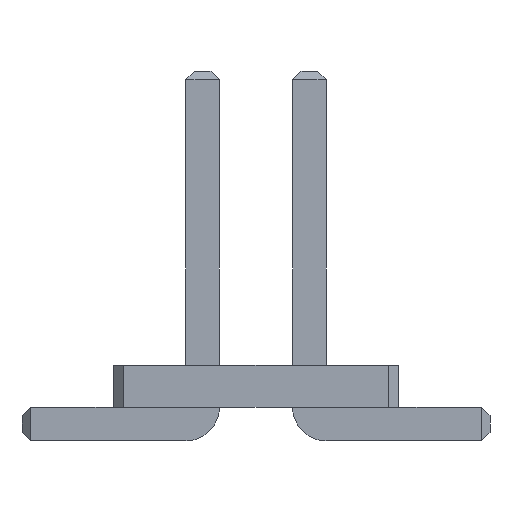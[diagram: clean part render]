
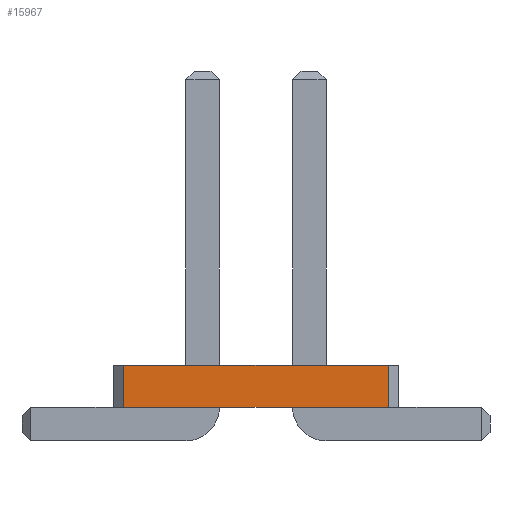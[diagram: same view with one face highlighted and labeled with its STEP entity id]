
A CAD part, front view. The second image highlights one B-rep face of the part: STEP entity #15967.
In plain terms, the highlighted planar face has unit normal (0, -1, 0).
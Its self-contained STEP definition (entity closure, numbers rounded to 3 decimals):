
#2870 = VERTEX_POINT('',#2871);
#2871 = CARTESIAN_POINT('',(1.573,-24.13,0.4));
#2877 = EDGE_CURVE('',#2878,#2870,#2880,.T.);
#2878 = VERTEX_POINT('',#2879);
#2879 = CARTESIAN_POINT('',(-1.573,-24.13,0.4));
#2880 = LINE('',#2881,#2882);
#2881 = CARTESIAN_POINT('',(-1.573,-24.13,0.4));
#2882 = VECTOR('',#2883,1.);
#2883 = DIRECTION('',(1.,0.,0.));
#6510 = VERTEX_POINT('',#6511);
#6511 = CARTESIAN_POINT('',(1.573,-24.13,0.9));
#6517 = EDGE_CURVE('',#6518,#6510,#6520,.T.);
#6518 = VERTEX_POINT('',#6519);
#6519 = CARTESIAN_POINT('',(-1.573,-24.13,0.9));
#6520 = LINE('',#6521,#6522);
#6521 = CARTESIAN_POINT('',(-1.573,-24.13,0.9));
#6522 = VECTOR('',#6523,1.);
#6523 = DIRECTION('',(1.,0.,0.));
#15956 = EDGE_CURVE('',#2878,#6518,#15957,.T.);
#15957 = LINE('',#15958,#15959);
#15958 = CARTESIAN_POINT('',(-1.573,-24.13,0.4));
#15959 = VECTOR('',#15960,1.);
#15960 = DIRECTION('',(0.,0.,1.));
#15967 = ADVANCED_FACE('',(#15968),#15979,.F.);
#15968 = FACE_BOUND('',#15969,.F.);
#15969 = EDGE_LOOP('',(#15970,#15971,#15972,#15978));
#15970 = ORIENTED_EDGE('',*,*,#15956,.T.);
#15971 = ORIENTED_EDGE('',*,*,#6517,.T.);
#15972 = ORIENTED_EDGE('',*,*,#15973,.F.);
#15973 = EDGE_CURVE('',#2870,#6510,#15974,.T.);
#15974 = LINE('',#15975,#15976);
#15975 = CARTESIAN_POINT('',(1.573,-24.13,0.4));
#15976 = VECTOR('',#15977,1.);
#15977 = DIRECTION('',(0.,0.,1.));
#15978 = ORIENTED_EDGE('',*,*,#2877,.F.);
#15979 = PLANE('',#15980);
#15980 = AXIS2_PLACEMENT_3D('',#15981,#15982,#15983);
#15981 = CARTESIAN_POINT('',(-1.573,-24.13,0.4));
#15982 = DIRECTION('',(0.,1.,0.));
#15983 = DIRECTION('',(1.,0.,0.));
